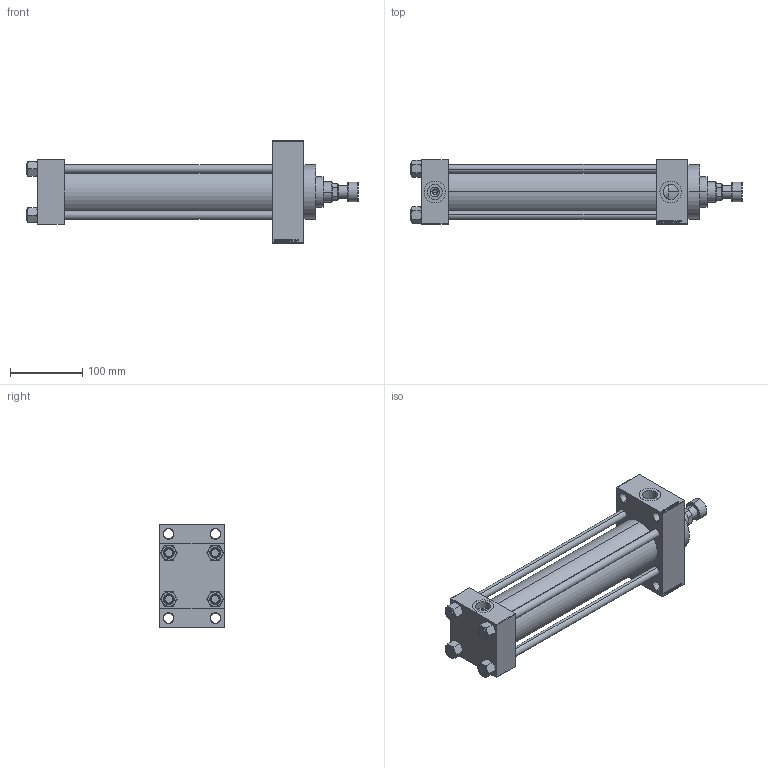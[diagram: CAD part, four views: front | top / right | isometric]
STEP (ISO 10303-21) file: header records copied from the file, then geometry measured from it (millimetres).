
FILE_DESCRIPTION (( 'STEP AP203' ), '1' );
FILE_NAME ('6c72.STEP', '2022-04-15T15:07:31', ( '' ), ( '' ), 'SwSTEP 2.0', 'SolidWorks 2019', '' );
FILE_SCHEMA (( 'CONFIG_CONTROL_DESIGN' ));
Length unit declared in the file: millimetre
Products named in the file (7): NUT_M5_D ac9104ab86443f715f2d7a6682afb553; 6c72; V215CR_D_Body ac9104ab86443f715f2d7a6682afb553; V215CR_VCP_D ac9104ab86443f715f2d7a6682afb553; V215CR_ROD_END_F ac9104ab86443f715f2d7a6682afb553; V215_VC_A ac9104ab86443f715f2d7a6682afb553; V215CR_D_TYCINKA ac9104ab86443f715f2d7a6682afb553
Assembly tree (12 placements, depth 2):
  6c72
    V215CR_D_Body ac9104ab86443f715f2d7a6682afb553
    V215CR_VCP_D ac9104ab86443f715f2d7a6682afb553
    NUT_M5_D ac9104ab86443f715f2d7a6682afb553  x4
    V215CR_D_TYCINKA ac9104ab86443f715f2d7a6682afb553  x4
    V215_VC_A ac9104ab86443f715f2d7a6682afb553
    V215CR_ROD_END_F ac9104ab86443f715f2d7a6682afb553
Bounding box: 461 x 90 x 142 mm (x, y, z)
Volume: 1496436.6 mm3; surface area: 353779.8 mm2
Topology: 12 solids, 12 shells, 1125 faces, 2793 edges, 1807 vertices
Faces by surface type: plane 503, bspline 368, cone 146, cylinder 96, torus 12
Entity records: 47892 total; most frequent: CARTESIAN_POINT 25171, ORIENTED_EDGE 5078, DIRECTION 3309, EDGE_CURVE 2539, VERTEX_POINT 1663, VECTOR 1515, LINE 1515, EDGE_LOOP 1140
